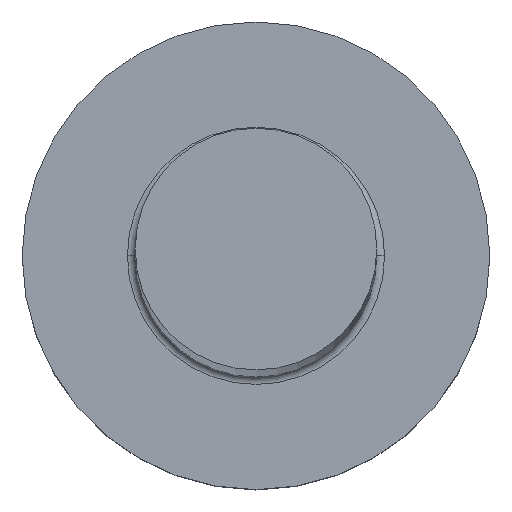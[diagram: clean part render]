
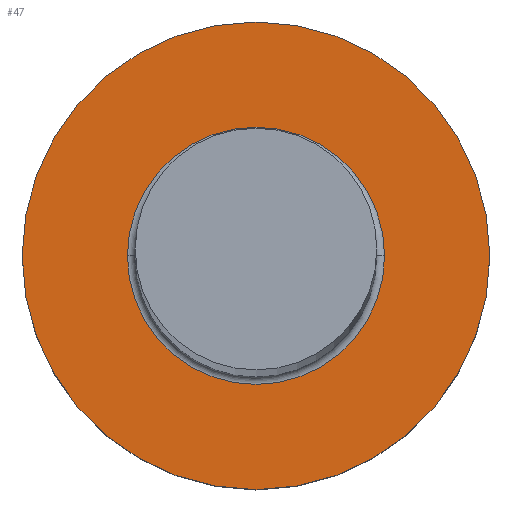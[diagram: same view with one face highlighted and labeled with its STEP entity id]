
A CAD part, top view. The second image highlights one B-rep face of the part: STEP entity #47.
In plain terms, the highlighted planar face has unit normal (0, 0, 1).
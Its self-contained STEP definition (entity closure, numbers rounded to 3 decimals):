
#1 = AXIS2_PLACEMENT_3D ( 'NONE', #57, #220, #176 ) ;
#8 = DIRECTION ( 'NONE',  ( 0., 0., -1. ) ) ;
#9 = DIRECTION ( 'NONE',  ( 1., 0., 0. ) ) ;
#11 = CARTESIAN_POINT ( 'NONE',  ( 0., 0., 5. ) ) ;
#17 = CIRCLE ( 'NONE', #1, 6. ) ;
#18 = PLANE ( 'NONE',  #280 ) ;
#20 = DIRECTION ( 'NONE',  ( 0., 0., 1. ) ) ;
#24 = AXIS2_PLACEMENT_3D ( 'NONE', #290, #8, #206 ) ;
#30 = VERTEX_POINT ( 'NONE', #210 ) ;
#43 = FACE_OUTER_BOUND ( 'NONE', #303, .T. ) ;
#45 = VERTEX_POINT ( 'NONE', #102 ) ;
#47 = ADVANCED_FACE ( 'NONE', ( #211, #43 ), #18, .T. ) ;
#57 = CARTESIAN_POINT ( 'NONE',  ( 0., 0., 5. ) ) ;
#102 = CARTESIAN_POINT ( 'NONE',  ( -3.3, 0., 5. ) ) ;
#103 = CIRCLE ( 'NONE', #197, 3.3 ) ;
#107 = ORIENTED_EDGE ( 'NONE', *, *, #228, .T. ) ;
#110 = EDGE_CURVE ( 'NONE', #144, #30, #17, .T. ) ;
#117 = CARTESIAN_POINT ( 'NONE',  ( -6., 0., 5. ) ) ;
#122 = DIRECTION ( 'NONE',  ( 1., 0., 0. ) ) ;
#126 = EDGE_LOOP ( 'NONE', ( #107, #194 ) ) ;
#133 = CIRCLE ( 'NONE', #24, 3.3 ) ;
#144 = VERTEX_POINT ( 'NONE', #117 ) ;
#148 = CARTESIAN_POINT ( 'NONE',  ( 0., 0., 5. ) ) ;
#160 = ORIENTED_EDGE ( 'NONE', *, *, #305, .T. ) ;
#176 = DIRECTION ( 'NONE',  ( 1., 0., 0. ) ) ;
#193 = EDGE_CURVE ( 'NONE', #45, #259, #103, .T. ) ;
#194 = ORIENTED_EDGE ( 'NONE', *, *, #193, .T. ) ;
#197 = AXIS2_PLACEMENT_3D ( 'NONE', #11, #298, #288 ) ;
#200 = ORIENTED_EDGE ( 'NONE', *, *, #110, .T. ) ;
#206 = DIRECTION ( 'NONE',  ( 1., 0., 0. ) ) ;
#210 = CARTESIAN_POINT ( 'NONE',  ( 6., 0., 5. ) ) ;
#211 = FACE_BOUND ( 'NONE', #126, .T. ) ;
#220 = DIRECTION ( 'NONE',  ( 0., 0., 1. ) ) ;
#228 = EDGE_CURVE ( 'NONE', #259, #45, #133, .T. ) ;
#230 = AXIS2_PLACEMENT_3D ( 'NONE', #148, #294, #9 ) ;
#250 = CARTESIAN_POINT ( 'NONE',  ( 3.3, 0., 5. ) ) ;
#259 = VERTEX_POINT ( 'NONE', #250 ) ;
#280 = AXIS2_PLACEMENT_3D ( 'NONE', #283, #20, #122 ) ;
#283 = CARTESIAN_POINT ( 'NONE',  ( 0., 0., 5. ) ) ;
#285 = CIRCLE ( 'NONE', #230, 6. ) ;
#288 = DIRECTION ( 'NONE',  ( 1., 0., 0. ) ) ;
#290 = CARTESIAN_POINT ( 'NONE',  ( 0., 0., 5. ) ) ;
#294 = DIRECTION ( 'NONE',  ( 0., 0., 1. ) ) ;
#298 = DIRECTION ( 'NONE',  ( 0., 0., -1. ) ) ;
#303 = EDGE_LOOP ( 'NONE', ( #200, #160 ) ) ;
#305 = EDGE_CURVE ( 'NONE', #30, #144, #285, .T. ) ;
